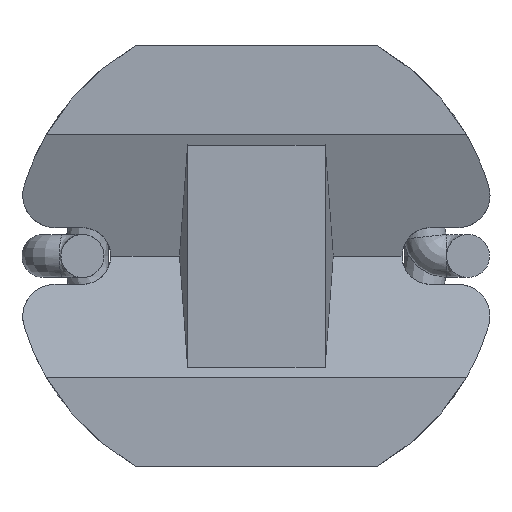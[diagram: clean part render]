
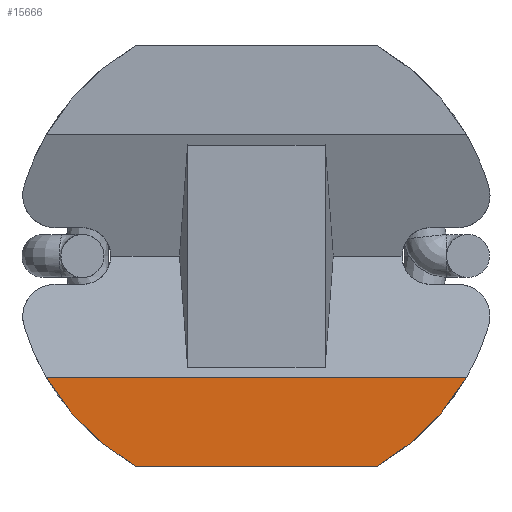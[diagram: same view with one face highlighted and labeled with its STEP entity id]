
A CAD part, left-side view. The second image highlights one B-rep face of the part: STEP entity #15666.
In plain terms, the highlighted planar face has unit normal (-1, 0, 0).
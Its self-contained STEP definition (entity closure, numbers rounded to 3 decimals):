
#12187 = PLANE('',#12188);
#12188 = AXIS2_PLACEMENT_3D('',#12189,#12190,#12191);
#12189 = CARTESIAN_POINT('',(0.,8.983,1.1));
#12190 = DIRECTION('',(-0.928,0.,
    0.371));
#12191 = DIRECTION('',(0.371,0.,0.928
    ));
#15402 = VERTEX_POINT('',#15403);
#15403 = CARTESIAN_POINT('',(0.,2.598,1.1));
#15418 = CYLINDRICAL_SURFACE('',#15419,3.);
#15419 = AXIS2_PLACEMENT_3D('',#15420,#15421,#15422);
#15420 = CARTESIAN_POINT('',(1.5,0.,2.6));
#15421 = DIRECTION('',(1.,0.,0.));
#15422 = DIRECTION('',(0.,-1.,0.));
#15452 = EDGE_CURVE('',#15402,#15453,#15455,.T.);
#15453 = VERTEX_POINT('',#15454);
#15454 = CARTESIAN_POINT('',(0.,-2.598,1.1));
#15455 = SURFACE_CURVE('',#15456,(#15460,#15467),.PCURVE_S1.);
#15456 = LINE('',#15457,#15458);
#15457 = CARTESIAN_POINT('',(0.,-2.151,1.1));
#15458 = VECTOR('',#15459,1.);
#15459 = DIRECTION('',(0.,-1.,0.));
#15460 = PCURVE('',#12187,#15461);
#15461 = DEFINITIONAL_REPRESENTATION('',(#15462),#15466);
#15462 = LINE('',#15463,#15464);
#15463 = CARTESIAN_POINT('',(0.,-11.134));
#15464 = VECTOR('',#15465,1.);
#15465 = DIRECTION('',(0.,-1.));
#15466 = ( GEOMETRIC_REPRESENTATION_CONTEXT(2) 
PARAMETRIC_REPRESENTATION_CONTEXT() REPRESENTATION_CONTEXT('2D SPACE',''
  ) );
#15467 = PCURVE('',#15468,#15473);
#15468 = PLANE('',#15469);
#15469 = AXIS2_PLACEMENT_3D('',#15470,#15471,#15472);
#15470 = CARTESIAN_POINT('',(0.,-2.151,2.6));
#15471 = DIRECTION('',(1.,0.,0.));
#15472 = DIRECTION('',(0.,1.,0.));
#15473 = DEFINITIONAL_REPRESENTATION('',(#15474),#15478);
#15474 = LINE('',#15475,#15476);
#15475 = CARTESIAN_POINT('',(0.,-1.5));
#15476 = VECTOR('',#15477,1.);
#15477 = DIRECTION('',(-1.,0.));
#15478 = ( GEOMETRIC_REPRESENTATION_CONTEXT(2) 
PARAMETRIC_REPRESENTATION_CONTEXT() REPRESENTATION_CONTEXT('2D SPACE',''
  ) );
#15501 = CYLINDRICAL_SURFACE('',#15502,3.);
#15502 = AXIS2_PLACEMENT_3D('',#15503,#15504,#15505);
#15503 = CARTESIAN_POINT('',(1.5,0.,2.6));
#15504 = DIRECTION('',(1.,0.,0.));
#15505 = DIRECTION('',(0.,-1.,0.));
#15666 = ADVANCED_FACE('',(#15667),#15468,.F.);
#15667 = FACE_BOUND('',#15668,.T.);
#15668 = EDGE_LOOP('',(#15669,#15719,#15720,#15770));
#15669 = ORIENTED_EDGE('',*,*,#15670,.T.);
#15670 = EDGE_CURVE('',#15671,#15453,#15673,.T.);
#15671 = VERTEX_POINT('',#15672);
#15672 = CARTESIAN_POINT('',(0.,-1.497,0.)
  );
#15673 = SURFACE_CURVE('',#15674,(#15679,#15690),.PCURVE_S1.);
#15674 = CIRCLE('',#15675,3.);
#15675 = AXIS2_PLACEMENT_3D('',#15676,#15677,#15678);
#15676 = CARTESIAN_POINT('',(0.,0.,2.6));
#15677 = DIRECTION('',(-1.,0.,0.));
#15678 = DIRECTION('',(0.,1.,0.));
#15679 = PCURVE('',#15468,#15680);
#15680 = DEFINITIONAL_REPRESENTATION('',(#15681),#15689);
#15681 = ( BOUNDED_CURVE() B_SPLINE_CURVE(2,(#15682,#15683,#15684,#15685
    ,#15686,#15687,#15688),.UNSPECIFIED.,.T.,.F.) 
B_SPLINE_CURVE_WITH_KNOTS((1,2,2,2,2,1),(-2.094,0.,
    2.094,4.189,6.283,8.378),
.UNSPECIFIED.) CURVE() GEOMETRIC_REPRESENTATION_ITEM() 
RATIONAL_B_SPLINE_CURVE((1.,0.5,1.,0.5,1.,0.5,1.)) REPRESENTATION_ITEM(
  '') );
#15682 = CARTESIAN_POINT('',(5.151,0.));
#15683 = CARTESIAN_POINT('',(5.151,-5.196));
#15684 = CARTESIAN_POINT('',(0.651,-2.598));
#15685 = CARTESIAN_POINT('',(-3.849,0.));
#15686 = CARTESIAN_POINT('',(0.651,2.598));
#15687 = CARTESIAN_POINT('',(5.151,5.196));
#15688 = CARTESIAN_POINT('',(5.151,0.));
#15689 = ( GEOMETRIC_REPRESENTATION_CONTEXT(2) 
PARAMETRIC_REPRESENTATION_CONTEXT() REPRESENTATION_CONTEXT('2D SPACE',''
  ) );
#15690 = PCURVE('',#15501,#15691);
#15691 = DEFINITIONAL_REPRESENTATION('',(#15692),#15718);
#15692 = B_SPLINE_CURVE_WITH_KNOTS('',3,(#15693,#15694,#15695,#15696,
    #15697,#15698,#15699,#15700,#15701,#15702,#15703,#15704,#15705,
    #15706,#15707,#15708,#15709,#15710,#15711,#15712,#15713,#15714,
    #15715,#15716,#15717),.UNSPECIFIED.,.F.,.F.,(4,1,1,1,1,1,1,1,1,1,1,1
    ,1,1,1,1,1,1,1,1,1,1,4),(2.093,2.117,
    2.141,2.165,2.189,2.212,
    2.236,2.26,2.284,2.308,
    2.332,2.356,2.379,2.403,
    2.427,2.451,2.475,2.499,
    2.523,2.546,2.57,2.594,
    2.618),.QUASI_UNIFORM_KNOTS.);
#15693 = CARTESIAN_POINT('',(1.048,-1.5));
#15694 = CARTESIAN_POINT('',(1.041,-1.5));
#15695 = CARTESIAN_POINT('',(1.025,-1.5));
#15696 = CARTESIAN_POINT('',(1.001,-1.5));
#15697 = CARTESIAN_POINT('',(0.977,-1.5));
#15698 = CARTESIAN_POINT('',(0.953,-1.5));
#15699 = CARTESIAN_POINT('',(0.929,-1.5));
#15700 = CARTESIAN_POINT('',(0.905,-1.5));
#15701 = CARTESIAN_POINT('',(0.881,-1.5));
#15702 = CARTESIAN_POINT('',(0.858,-1.5));
#15703 = CARTESIAN_POINT('',(0.834,-1.5));
#15704 = CARTESIAN_POINT('',(0.81,-1.5));
#15705 = CARTESIAN_POINT('',(0.786,-1.5));
#15706 = CARTESIAN_POINT('',(0.762,-1.5));
#15707 = CARTESIAN_POINT('',(0.738,-1.5));
#15708 = CARTESIAN_POINT('',(0.714,-1.5));
#15709 = CARTESIAN_POINT('',(0.691,-1.5));
#15710 = CARTESIAN_POINT('',(0.667,-1.5));
#15711 = CARTESIAN_POINT('',(0.643,-1.5));
#15712 = CARTESIAN_POINT('',(0.619,-1.5));
#15713 = CARTESIAN_POINT('',(0.595,-1.5));
#15714 = CARTESIAN_POINT('',(0.571,-1.5));
#15715 = CARTESIAN_POINT('',(0.547,-1.5));
#15716 = CARTESIAN_POINT('',(0.532,-1.5));
#15717 = CARTESIAN_POINT('',(0.524,-1.5));
#15718 = ( GEOMETRIC_REPRESENTATION_CONTEXT(2) 
PARAMETRIC_REPRESENTATION_CONTEXT() REPRESENTATION_CONTEXT('2D SPACE',''
  ) );
#15719 = ORIENTED_EDGE('',*,*,#15452,.F.);
#15720 = ORIENTED_EDGE('',*,*,#15721,.T.);
#15721 = EDGE_CURVE('',#15402,#15722,#15724,.T.);
#15722 = VERTEX_POINT('',#15723);
#15723 = CARTESIAN_POINT('',(0.,1.497,0.)
  );
#15724 = SURFACE_CURVE('',#15725,(#15730,#15741),.PCURVE_S1.);
#15725 = CIRCLE('',#15726,3.);
#15726 = AXIS2_PLACEMENT_3D('',#15727,#15728,#15729);
#15727 = CARTESIAN_POINT('',(0.,0.,2.6));
#15728 = DIRECTION('',(-1.,0.,0.));
#15729 = DIRECTION('',(0.,1.,0.));
#15730 = PCURVE('',#15468,#15731);
#15731 = DEFINITIONAL_REPRESENTATION('',(#15732),#15740);
#15732 = ( BOUNDED_CURVE() B_SPLINE_CURVE(2,(#15733,#15734,#15735,#15736
    ,#15737,#15738,#15739),.UNSPECIFIED.,.T.,.F.) 
B_SPLINE_CURVE_WITH_KNOTS((1,2,2,2,2,1),(-2.094,0.,
    2.094,4.189,6.283,8.378),
.UNSPECIFIED.) CURVE() GEOMETRIC_REPRESENTATION_ITEM() 
RATIONAL_B_SPLINE_CURVE((1.,0.5,1.,0.5,1.,0.5,1.)) REPRESENTATION_ITEM(
  '') );
#15733 = CARTESIAN_POINT('',(5.151,0.));
#15734 = CARTESIAN_POINT('',(5.151,-5.196));
#15735 = CARTESIAN_POINT('',(0.651,-2.598));
#15736 = CARTESIAN_POINT('',(-3.849,0.));
#15737 = CARTESIAN_POINT('',(0.651,2.598));
#15738 = CARTESIAN_POINT('',(5.151,5.196));
#15739 = CARTESIAN_POINT('',(5.151,0.));
#15740 = ( GEOMETRIC_REPRESENTATION_CONTEXT(2) 
PARAMETRIC_REPRESENTATION_CONTEXT() REPRESENTATION_CONTEXT('2D SPACE',''
  ) );
#15741 = PCURVE('',#15418,#15742);
#15742 = DEFINITIONAL_REPRESENTATION('',(#15743),#15769);
#15743 = B_SPLINE_CURVE_WITH_KNOTS('',3,(#15744,#15745,#15746,#15747,
    #15748,#15749,#15750,#15751,#15752,#15753,#15754,#15755,#15756,
    #15757,#15758,#15759,#15760,#15761,#15762,#15763,#15764,#15765,
    #15766,#15767,#15768),.UNSPECIFIED.,.F.,.F.,(4,1,1,1,1,1,1,1,1,1,1,1
    ,1,1,1,1,1,1,1,1,1,1,4),(0.524,0.547,0.571
    ,0.595,0.619,0.643,0.667,
    0.691,0.714,0.738,0.762,
    0.786,0.81,0.834,0.858,
    0.881,0.905,0.929,0.953,
    0.977,1.001,1.025,1.048),
  .QUASI_UNIFORM_KNOTS.);
#15744 = CARTESIAN_POINT('',(2.618,-1.5));
#15745 = CARTESIAN_POINT('',(2.61,-1.5));
#15746 = CARTESIAN_POINT('',(2.594,-1.5));
#15747 = CARTESIAN_POINT('',(2.57,-1.5));
#15748 = CARTESIAN_POINT('',(2.546,-1.5));
#15749 = CARTESIAN_POINT('',(2.523,-1.5));
#15750 = CARTESIAN_POINT('',(2.499,-1.5));
#15751 = CARTESIAN_POINT('',(2.475,-1.5));
#15752 = CARTESIAN_POINT('',(2.451,-1.5));
#15753 = CARTESIAN_POINT('',(2.427,-1.5));
#15754 = CARTESIAN_POINT('',(2.403,-1.5));
#15755 = CARTESIAN_POINT('',(2.379,-1.5));
#15756 = CARTESIAN_POINT('',(2.356,-1.5));
#15757 = CARTESIAN_POINT('',(2.332,-1.5));
#15758 = CARTESIAN_POINT('',(2.308,-1.5));
#15759 = CARTESIAN_POINT('',(2.284,-1.5));
#15760 = CARTESIAN_POINT('',(2.26,-1.5));
#15761 = CARTESIAN_POINT('',(2.236,-1.5));
#15762 = CARTESIAN_POINT('',(2.212,-1.5));
#15763 = CARTESIAN_POINT('',(2.189,-1.5));
#15764 = CARTESIAN_POINT('',(2.165,-1.5));
#15765 = CARTESIAN_POINT('',(2.141,-1.5));
#15766 = CARTESIAN_POINT('',(2.117,-1.5));
#15767 = CARTESIAN_POINT('',(2.101,-1.5));
#15768 = CARTESIAN_POINT('',(2.093,-1.5));
#15769 = ( GEOMETRIC_REPRESENTATION_CONTEXT(2) 
PARAMETRIC_REPRESENTATION_CONTEXT() REPRESENTATION_CONTEXT('2D SPACE',''
  ) );
#15770 = ORIENTED_EDGE('',*,*,#15771,.T.);
#15771 = EDGE_CURVE('',#15722,#15671,#15772,.T.);
#15772 = SURFACE_CURVE('',#15773,(#15777,#15784),.PCURVE_S1.);
#15773 = LINE('',#15774,#15775);
#15774 = CARTESIAN_POINT('',(0.,-1.497,0.)
  );
#15775 = VECTOR('',#15776,1.);
#15776 = DIRECTION('',(0.,-1.,0.));
#15777 = PCURVE('',#15468,#15778);
#15778 = DEFINITIONAL_REPRESENTATION('',(#15779),#15783);
#15779 = LINE('',#15780,#15781);
#15780 = CARTESIAN_POINT('',(0.654,-2.6));
#15781 = VECTOR('',#15782,1.);
#15782 = DIRECTION('',(-1.,0.));
#15783 = ( GEOMETRIC_REPRESENTATION_CONTEXT(2) 
PARAMETRIC_REPRESENTATION_CONTEXT() REPRESENTATION_CONTEXT('2D SPACE',''
  ) );
#15784 = PCURVE('',#15785,#15790);
#15785 = PLANE('',#15786);
#15786 = AXIS2_PLACEMENT_3D('',#15787,#15788,#15789);
#15787 = CARTESIAN_POINT('',(1.5,-1.497,0.));
#15788 = DIRECTION('',(0.,0.,-1.));
#15789 = DIRECTION('',(-1.,0.,0.));
#15790 = DEFINITIONAL_REPRESENTATION('',(#15791),#15795);
#15791 = LINE('',#15792,#15793);
#15792 = CARTESIAN_POINT('',(1.5,0.));
#15793 = VECTOR('',#15794,1.);
#15794 = DIRECTION('',(0.,-1.));
#15795 = ( GEOMETRIC_REPRESENTATION_CONTEXT(2) 
PARAMETRIC_REPRESENTATION_CONTEXT() REPRESENTATION_CONTEXT('2D SPACE',''
  ) );
